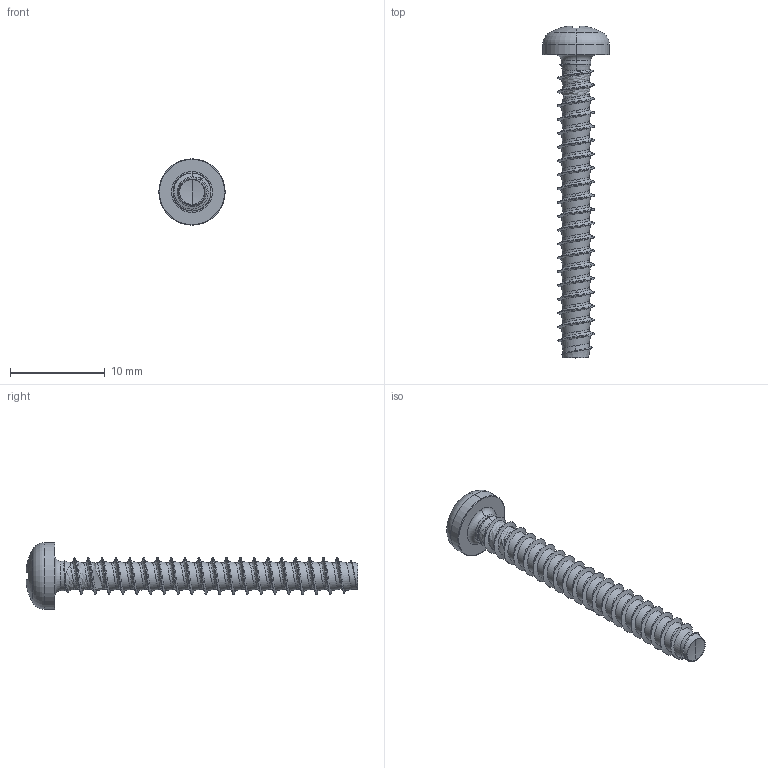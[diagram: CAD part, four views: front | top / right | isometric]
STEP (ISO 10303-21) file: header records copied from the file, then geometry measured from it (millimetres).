
FILE_DESCRIPTION (( 'STEP AP203' ), '1' );
FILE_NAME ('STP320400320.STEP', '2020-09-03T17:47:21', ( '' ), ( '' ), 'SwSTEP 2.0', 'SolidWorks 2015', '' );
FILE_SCHEMA (( 'CONFIG_CONTROL_DESIGN' ));
Products named in the file (2): STP320400320
Bounding box: 7 x 35.05 x 7 mm (x, y, z)
Volume: 323 mm3; surface area: 603.3 mm2
Topology: 1 solids, 1 shells, 206 faces, 488 edges, 284 vertices
Faces by surface type: cylinder 68, bspline 51, torus 28, sphere 28, plane 22, cone 9
Entity records: 37139 total; most frequent: CARTESIAN_POINT 32771, ORIENTED_EDGE 972, DIRECTION 793, EDGE_CURVE 486, AXIS2_PLACEMENT_3D 346, VERTEX_POINT 284, EDGE_LOOP 208, ADVANCED_FACE 206
